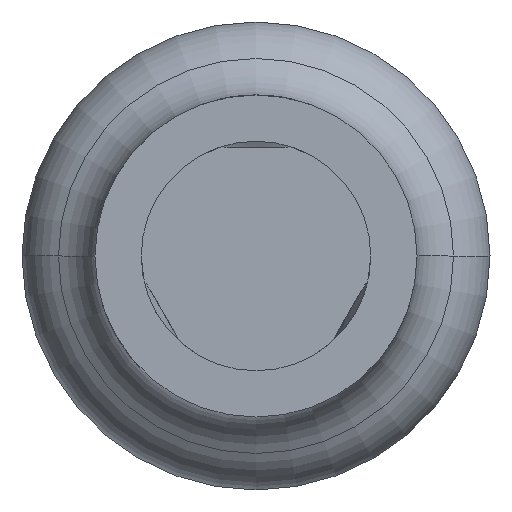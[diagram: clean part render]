
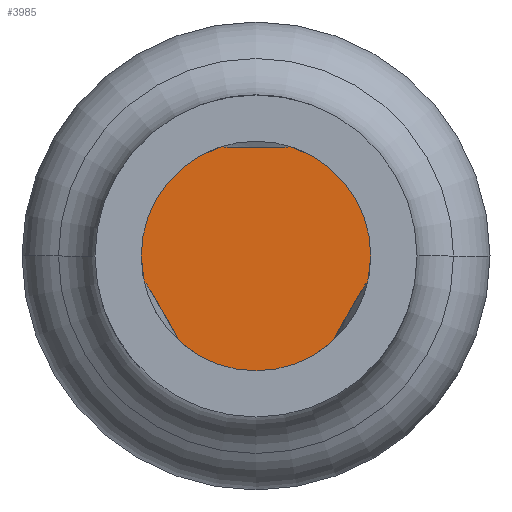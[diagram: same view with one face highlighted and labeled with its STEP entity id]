
A CAD part, front view. The second image highlights one B-rep face of the part: STEP entity #3985.
In plain terms, the highlighted planar face has unit normal (0, -1, 0).
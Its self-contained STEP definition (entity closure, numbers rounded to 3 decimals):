
#167 = DIRECTION ( 'NONE',  ( 0., 1., 0. ) ) ;
#382 = VERTEX_POINT ( 'NONE', #5388 ) ;
#392 = EDGE_CURVE ( 'Defeature ausgef�hrt1_0+Defeature ausgef�hrt1_42+Defeature ausgef�hrt1_42+Defeature ausgef�hrt1_42', #5059, #382, #2986, .T. ) ;
#414 = DIRECTION ( 'NONE',  ( 1., 0., 0. ) ) ;
#420 = DIRECTION ( 'NONE',  ( -1., 0., 0. ) ) ;
#1221 = FACE_OUTER_BOUND ( 'NONE', #2050, .T. ) ;
#2050 = EDGE_LOOP ( 'NONE', ( #4526, #5723 ) ) ;
#2058 = CARTESIAN_POINT ( 'NONE',  ( 0., -24.7, 0. ) ) ;
#2124 = AXIS2_PLACEMENT_3D ( 'NONE', #3398, #167, #3823 ) ;
#2183 = PLANE ( 'NONE',  #4237 ) ;
#2342 = CARTESIAN_POINT ( 'NONE',  ( 0., -24.7, 0. ) ) ;
#2986 = CIRCLE ( 'NONE', #3473, 0.513 ) ;
#3276 = DIRECTION ( 'NONE',  ( 0., 1., 0. ) ) ;
#3398 = CARTESIAN_POINT ( 'NONE',  ( 0., -24.7, 0. ) ) ;
#3473 = AXIS2_PLACEMENT_3D ( 'NONE', #2058, #3937, #414 ) ;
#3823 = DIRECTION ( 'NONE',  ( 1., 0., 0. ) ) ;
#3937 = DIRECTION ( 'NONE',  ( 0., 1., 0. ) ) ;
#3985 = ADVANCED_FACE ( 'Defeature ausgef�hrt1_42', ( #1221 ), #2183, .F. ) ;
#4237 = AXIS2_PLACEMENT_3D ( 'NONE', #2342, #3276, #420 ) ;
#4526 = ORIENTED_EDGE ( 'NONE', *, *, #392, .F. ) ;
#5059 = VERTEX_POINT ( 'NONE', #6042 ) ;
#5388 = CARTESIAN_POINT ( 'NONE',  ( 0.513, -24.7, 0. ) ) ;
#5423 = CIRCLE ( 'NONE', #2124, 0.513 ) ;
#5723 = ORIENTED_EDGE ( 'NONE', *, *, #5967, .F. ) ;
#5967 = EDGE_CURVE ( 'Defeature ausgef�hrt1_0+Defeature ausgef�hrt1_42+Defeature ausgef�hrt1_42+Defeature ausgef�hrt1_42', #382, #5059, #5423, .T. ) ;
#6042 = CARTESIAN_POINT ( 'NONE',  ( -0.513, -24.7, 0. ) ) ;
